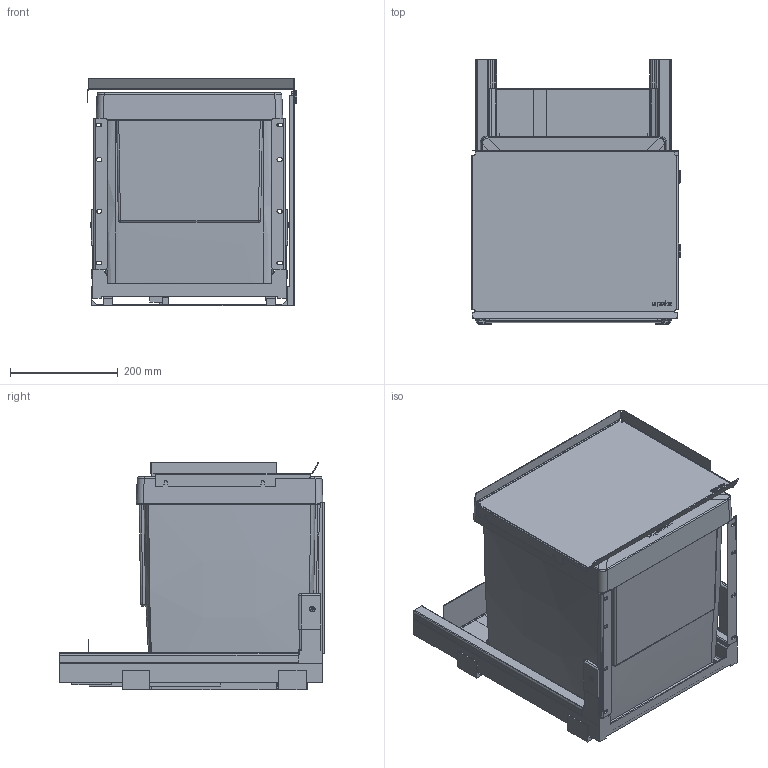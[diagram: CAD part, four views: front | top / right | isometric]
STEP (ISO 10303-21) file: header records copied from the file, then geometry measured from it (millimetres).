
FILE_DESCRIPTION(/* description */ (''),/* implementation_level */ '2;1');
FILE_NAME(/* name */ '3D_200-2787-XX_li.sat.ipt.stp',/* time_stamp */ '2023-03-13T16:58:48+01:00',/* author */ (''),/* organization */ (''),/* preprocessor_version */ 'ST-DEVELOPER v18.1',/* originating_system */ 'Autodesk Inventor 2021',/* authorisation */ '');
FILE_SCHEMA (('CONFIG_CONTROL_DESIGN'));
Length unit declared in the file: millimetre
Products named in the file (1): 3D_200-2787-XX_li.sat
Bounding box: 388.45 x 491.5 x 422.75 mm (x, y, z)
Volume: 40347962.4 mm3; surface area: 1686714.2 mm2
Topology: 1 solids, 1 shells, 995 faces, 2730 edges, 1751 vertices
Faces by surface type: plane 546, cylinder 333, bspline 68, cone 24, torus 12, sphere 12
Full cylindrical faces by diameter (mm): 6.2 x1, 6.5 x8, 10 x2
Entity records: 35242 total; most frequent: CARTESIAN_POINT 9056, ORIENTED_EDGE 5448, DIRECTION 5020, EDGE_CURVE 2724, VERTEX_POINT 1751, LINE 1724, VECTOR 1724, AXIS2_PLACEMENT_3D 1648
